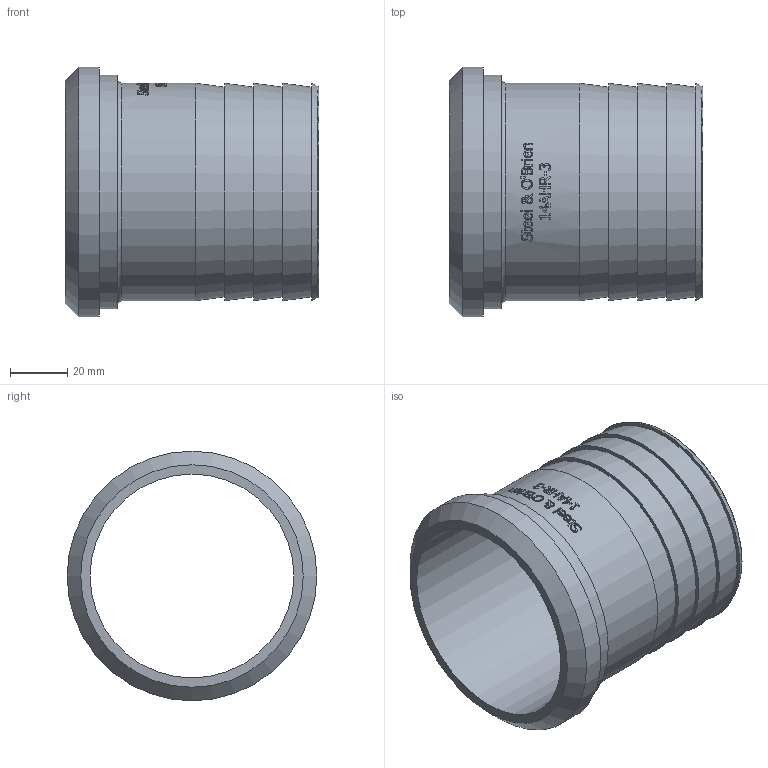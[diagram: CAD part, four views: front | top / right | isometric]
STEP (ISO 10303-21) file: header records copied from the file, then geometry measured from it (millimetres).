
FILE_DESCRIPTION(/* description */ (''),/* implementation_level */ '2;1');
FILE_NAME(/* name */ '14AHR-3.stp',/* time_stamp */ '2021-08-30T15:19:03-04:00',/* author */ ('rick'),/* organization */ (''),/* preprocessor_version */ 'ST-DEVELOPER v18',/* originating_system */ 'Autodesk Inventor 2020',/* authorisation */ '');
FILE_SCHEMA (('AUTOMOTIVE_DESIGN { 1 0 10303 214 3 1 1 }'));
Length unit declared in the file: inch
Products named in the file (1): 14AHR-3
Bounding box: 88.9 x 87.48 x 87.48 mm (x, y, z)
Volume: 61081.4 mm3; surface area: 45720.2 mm2
Topology: 1 solids, 1 shells, 348 faces, 943 edges, 634 vertices
Faces by surface type: plane 157, bspline 146, cylinder 36, cone 6, torus 3
Full cylindrical faces by diameter (mm): 71.425 x1, 76.2 x1, 81.94 x1, 87.478 x1
Entity records: 14100 total; most frequent: CARTESIAN_POINT 6013, ORIENTED_EDGE 1886, DIRECTION 1280, EDGE_CURVE 943, VERTEX_POINT 634, LINE 428, VECTOR 428, AXIS2_PLACEMENT_3D 426
